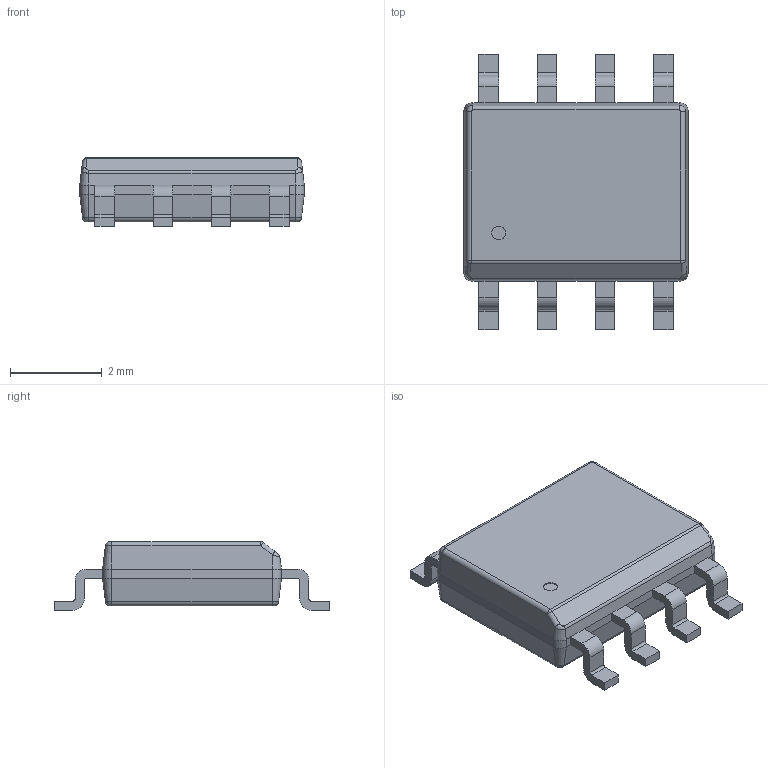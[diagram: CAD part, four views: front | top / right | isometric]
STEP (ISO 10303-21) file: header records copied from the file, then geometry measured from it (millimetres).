
FILE_DESCRIPTION (( 'STEP AP214' ), '1' );
FILE_NAME ('SOP-8_L4.9-W3.9-P1.27-LS6.0-BL-1.STEP', '2021-11-02T13:00:07', ( 'Sky123.Org' ), ( 'Sky123.Org' ), 'SwSTEP 2.0', 'SolidWorks 2017', '' );
FILE_SCHEMA (( 'AUTOMOTIVE_DESIGN' ));
Length unit declared in the file: millimetre
Products named in the file (1): SOP-8_L4.9-W3.9-P1.27-LS6.0-BL-1
Bounding box: 4.9 x 6 x 1.5 mm (x, y, z)
Volume: 26.8 mm3; surface area: 74.5 mm2
Topology: 1 solids, 1 shells, 222 faces, 566 edges, 354 vertices
Faces by surface type: plane 141, cylinder 49, bspline 16, cone 8, torus 6, sphere 2
Entity records: 9159 total; most frequent: CARTESIAN_POINT 1989, ORIENTED_EDGE 1132, DIRECTION 1058, EDGE_CURVE 566, LINE 424, VECTOR 424, VERTEX_POINT 354, AXIS2_PLACEMENT_3D 317
